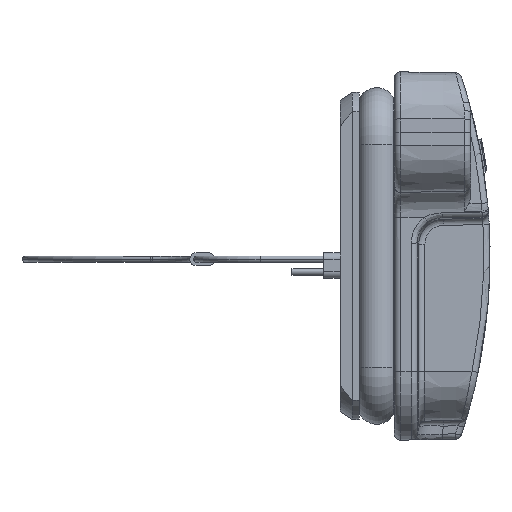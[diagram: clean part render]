
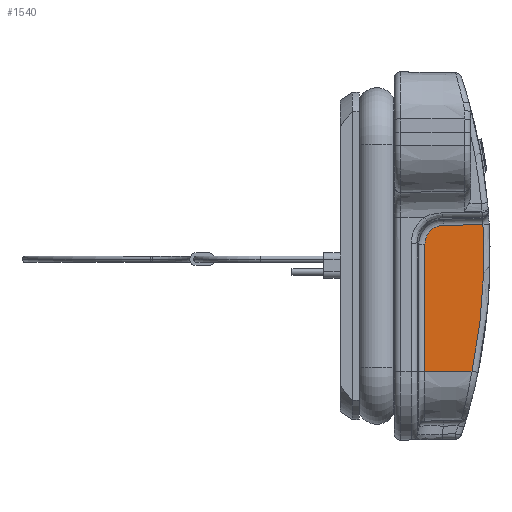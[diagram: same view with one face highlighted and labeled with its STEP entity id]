
A CAD part, left-side view. The second image highlights one B-rep face of the part: STEP entity #1540.
In plain terms, the highlighted planar face has unit normal (-1, -0.018, -0.017).
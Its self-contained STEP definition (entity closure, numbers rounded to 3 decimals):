
#439=LINE('',#12709,#822);
#586=LINE('',#15402,#969);
#822=VECTOR('',#9144,1.);
#969=VECTOR('',#9923,1.);
#1167=PLANE('',#8248);
#1540=ADVANCED_FACE('NONE',(#2137),#1167,.F.);
#2137=FACE_OUTER_BOUND('',#2612,.T.);
#2612=EDGE_LOOP('',(#4741,#4742,#4743,#4744,#4745));
#3000=CIRCLE('',#8247,89.009);
#4741=ORIENTED_EDGE('',*,*,#7027,.F.);
#4742=ORIENTED_EDGE('',*,*,#6518,.T.);
#4743=ORIENTED_EDGE('',*,*,#6515,.T.);
#4744=ORIENTED_EDGE('',*,*,#7026,.T.);
#4745=ORIENTED_EDGE('',*,*,#7028,.F.);
#5676=VERTEX_POINT('',#12696);
#5678=VERTEX_POINT('',#12704);
#5680=VERTEX_POINT('',#12716);
#5987=VERTEX_POINT('',#15334);
#5988=VERTEX_POINT('',#15403);
#6515=EDGE_CURVE('NONE',#5678,#5676,#439,.T.);
#6518=EDGE_CURVE('NONE',#5680,#5678,#7375,.T.);
#7026=EDGE_CURVE('NONE',#5676,#5987,#7586,.T.);
#7027=EDGE_CURVE('NONE',#5680,#5988,#586,.T.);
#7028=EDGE_CURVE('NONE',#5988,#5987,#3000,.T.);
#7375=B_SPLINE_CURVE_WITH_KNOTS('',3,(#12721,#12722,#12723,#12724,#12725,
#12726),.UNSPECIFIED.,.F.,.F.,(4,2,4),(0.,0.5,1.),.UNSPECIFIED.);
#7586=B_SPLINE_CURVE_WITH_KNOTS('',3,(#15397,#15398,#15399,#15400),
 .UNSPECIFIED.,.F.,.F.,(4,4),(0.,1.),.UNSPECIFIED.);
#8247=AXIS2_PLACEMENT_3D('',#15404,#9924,#9925);
#8248=AXIS2_PLACEMENT_3D('',#15405,#9926,#9927);
#9144=DIRECTION('',(0.017,0.,-1.));
#9923=DIRECTION('',(0.017,-1.,0.015));
#9924=DIRECTION('',(1.,0.017,0.017));
#9925=DIRECTION('',(0.016,-0.998,0.056));
#9926=DIRECTION('',(1.,0.017,0.017));
#9927=DIRECTION('',(0.,0.707,-0.707));
#12696=CARTESIAN_POINT('',(-74.768,15.168,-18.139));
#12704=CARTESIAN_POINT('',(-75.118,15.168,1.881));
#12709=CARTESIAN_POINT('',(-75.118,15.168,1.881));
#12716=CARTESIAN_POINT('',(-75.118,12.253,4.832));
#12721=CARTESIAN_POINT('',(-75.118,12.253,4.832));
#12722=CARTESIAN_POINT('',(-75.132,13.053,4.809));
#12723=CARTESIAN_POINT('',(-75.139,13.789,4.497));
#12724=CARTESIAN_POINT('',(-75.139,14.859,3.411));
#12725=CARTESIAN_POINT('',(-75.132,15.158,2.675));
#12726=CARTESIAN_POINT('',(-75.118,15.168,1.881));
#15334=CARTESIAN_POINT('',(-74.639,7.767,-18.137));
#15397=CARTESIAN_POINT('',(-74.768,15.168,-18.139));
#15398=CARTESIAN_POINT('',(-74.725,12.701,-18.139));
#15399=CARTESIAN_POINT('',(-74.682,10.234,-18.138));
#15400=CARTESIAN_POINT('',(-74.639,7.767,-18.137));
#15402=CARTESIAN_POINT('',(-75.118,12.253,4.832));
#15403=CARTESIAN_POINT('',(-75.012,6.04,4.926));
#15404=CARTESIAN_POINT('',(-76.476,94.898,-0.044));
#15405=CARTESIAN_POINT('',(-74.889,10.529,-6.607));
